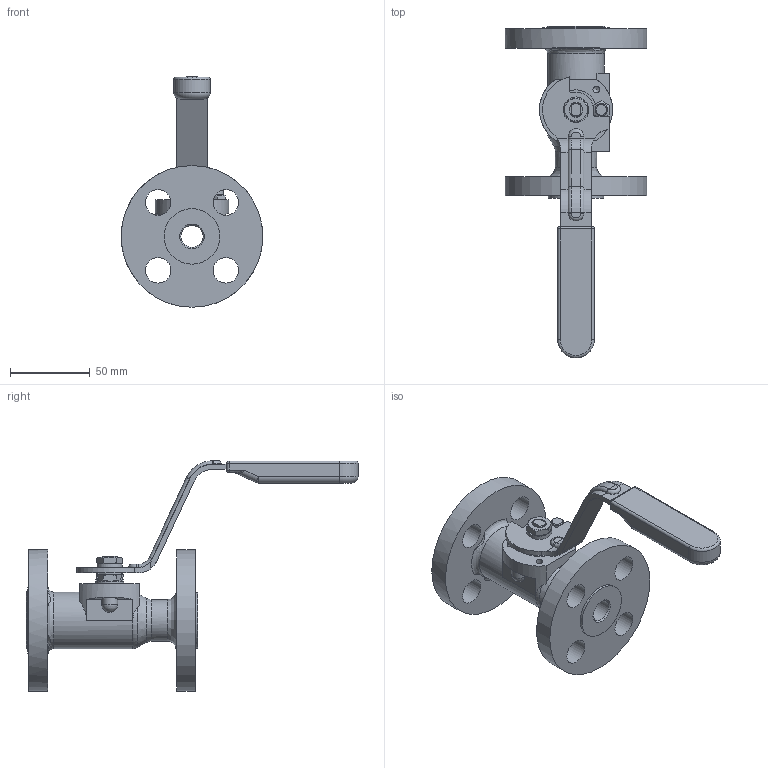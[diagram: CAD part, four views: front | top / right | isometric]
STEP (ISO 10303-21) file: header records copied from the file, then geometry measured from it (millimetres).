
FILE_DESCRIPTION((''),'2;1');
FILE_NAME('GA-F519-05-CL150-W-A-1.stp','2011-05-16T12:54:56',('jaday'),(''),'Autodesk Inventor 2009','Autodesk Inventor 2009','');
FILE_SCHEMA(('AUTOMOTIVE_DESIGN { 1 0 10303 214 1 1 1 1 }'));
Length unit declared in the file: millimetre
Products named in the file (9): GA-F519-05-CL150-W-A-1; GA-B51905-20200-A-1; GA-F519-05-STEM-BUILD-A-1; GA-B00005-06002-A-1; GA-B00005-52001-A-1; GA-B05105-01002-A-1; GA-B00005-34000-A-1; M10-0-000-5DS-A-1; GA-B00005-60130-A-1
Assembly tree (9 placements, depth 2):
  GA-F519-05-CL150-W-A-1
    GA-B51905-20200-A-1
    GA-F519-05-STEM-BUILD-A-1
    GA-B00005-06002-A-1  x2
    GA-B00005-52001-A-1
    GA-B05105-01002-A-1
    GA-B00005-34000-A-1
    M10-0-000-5DS-A-1
    GA-B00005-60130-A-1
Bounding box: 89 x 208.57 x 144.81 mm (x, y, z)
Volume: 242513.5 mm3; surface area: 71131.1 mm2
Topology: 9 solids, 9 shells, 331 faces, 835 edges, 522 vertices
Faces by surface type: plane 164, cylinder 92, cone 32, bspline 27, torus 9, sphere 7
Full cylindrical faces by diameter (mm): 7.925 x1, 9.406 x1, 13.85 x1, 14.095 x1, 16 x8, 17.45 x1, 25.085 x1, 26 x1, 34.9 x1, 35.65 x1, 35.85 x1, 41.702 x1, 89 x2
Entity records: 10084 total; most frequent: CARTESIAN_POINT 2720, DIRECTION 1491, ORIENTED_EDGE 1446, EDGE_CURVE 723, AXIS2_PLACEMENT_3D 550, VERTEX_POINT 477, VECTOR 391, LINE 391
